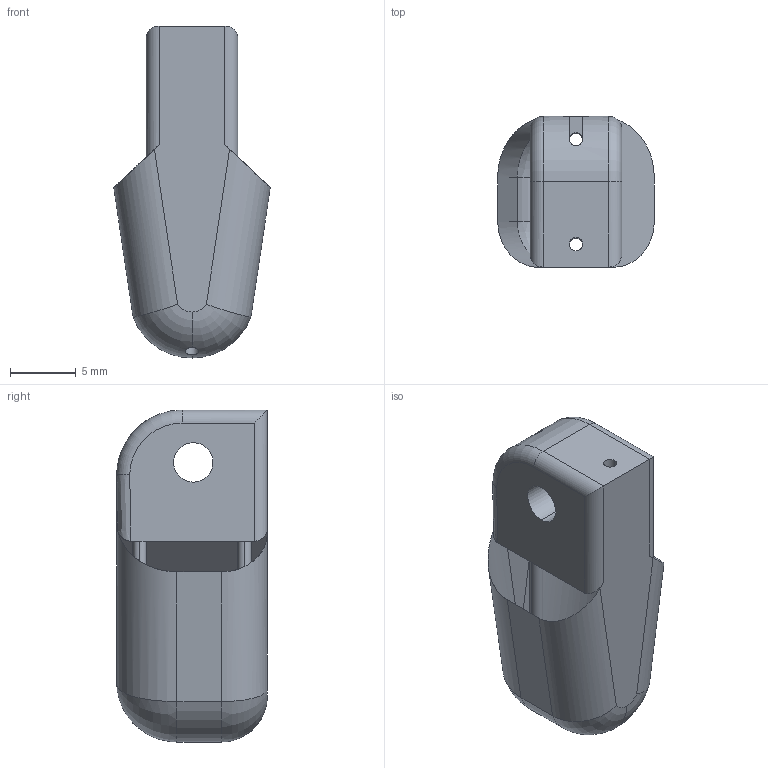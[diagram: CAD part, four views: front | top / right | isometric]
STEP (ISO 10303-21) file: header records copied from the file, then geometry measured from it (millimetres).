
FILE_DESCRIPTION (( 'STEP AP214' ), '1' );
FILE_NAME ('Falange_Distal_An.STEP', '2020-10-22T04:39:34', ( '' ), ( '' ), 'SwSTEP 2.0', 'SolidWorks 2020', '' );
FILE_SCHEMA (( 'AUTOMOTIVE_DESIGN' ));
Length unit declared in the file: millimetre
Products named in the file (1): Falange_Distal_An
Bounding box: 11.93 x 11.5 x 25.32 mm (x, y, z)
Volume: 2118.2 mm3; surface area: 1204.5 mm2
Topology: 1 solids, 1 shells, 37 faces, 102 edges, 64 vertices
Faces by surface type: cylinder 17, plane 12, torus 6, bspline 2
Entity records: 1386 total; most frequent: CARTESIAN_POINT 463, ORIENTED_EDGE 204, DIRECTION 168, EDGE_CURVE 102, VERTEX_POINT 64, AXIS2_PLACEMENT_3D 63, VECTOR 42, LINE 42
